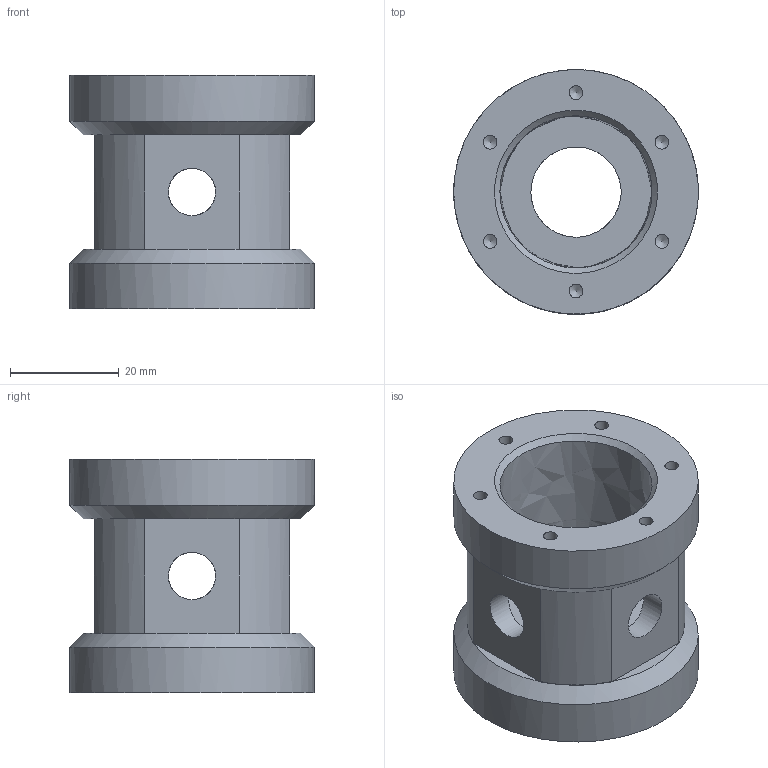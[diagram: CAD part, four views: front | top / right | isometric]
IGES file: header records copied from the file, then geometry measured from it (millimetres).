
Global section: file name: 7HChambre d’expansion V2 v2; native system: unknown; preprocessor: unknown; author: jpgX6TC9; organization: unknown; date: 20180628.173018; units: millimetre
Bounding box: 45 x 45 x 43 mm (x, y, z)
Volume: 32703 mm3; surface area: 13376.7 mm2
Topology: 1 solids, 1 shells, 69 faces, 203 edges, 139 vertices
Faces by surface type: bspline 69
